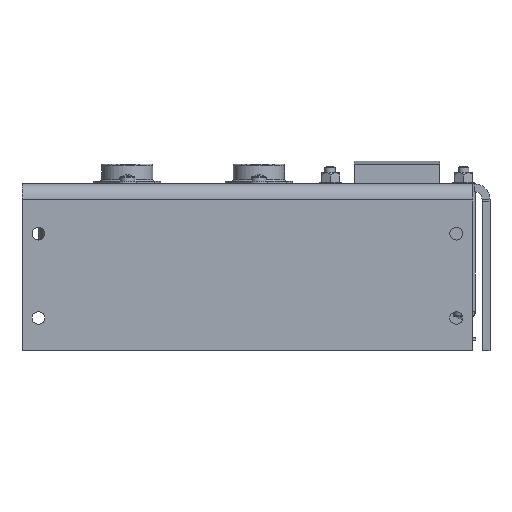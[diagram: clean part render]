
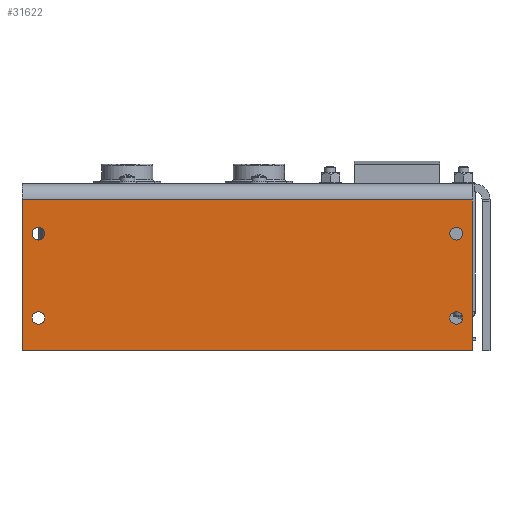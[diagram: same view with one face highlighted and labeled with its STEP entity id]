
A CAD part, front view. The second image highlights one B-rep face of the part: STEP entity #31622.
In plain terms, the highlighted planar face has unit normal (0, -1, 0).
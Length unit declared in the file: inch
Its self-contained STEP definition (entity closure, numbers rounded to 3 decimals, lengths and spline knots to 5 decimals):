
#15 = EDGE_LOOP ( 'NONE', ( #3138 ) ) ;
#218 = EDGE_LOOP ( 'NONE', ( #21149 ) ) ;
#421 = VERTEX_POINT ( 'NONE', #10487 ) ;
#655 = VECTOR ( 'NONE', #4625, 39.37008 ) ;
#1216 = CARTESIAN_POINT ( 'NONE',  ( -3.5, -2.4375, 2.26378 ) ) ;
#1649 = EDGE_CURVE ( 'NONE', #17964, #24134, #17889, .T. ) ;
#1798 = AXIS2_PLACEMENT_3D ( 'NONE', #7327, #2410, #14957 ) ;
#1854 = CARTESIAN_POINT ( 'NONE',  ( -3.5, -2.4375, 2.23425 ) ) ;
#2174 = LINE ( 'NONE', #12235, #5855 ) ;
#2278 = FACE_BOUND ( 'NONE', #15, .T. ) ;
#2410 = DIRECTION ( 'NONE',  ( 0., -1., 0. ) ) ;
#2932 = DIRECTION ( 'NONE',  ( 0., -1., 0. ) ) ;
#3138 = ORIENTED_EDGE ( 'NONE', *, *, #17767, .F. ) ;
#4403 = VERTEX_POINT ( 'NONE', #5540 ) ;
#4625 = DIRECTION ( 'NONE',  ( 1., 0., 0. ) ) ;
#4970 = CIRCLE ( 'NONE', #21851, 0.09449 ) ;
#5102 = DIRECTION ( 'NONE',  ( -1., 0., 0. ) ) ;
#5424 = AXIS2_PLACEMENT_3D ( 'NONE', #30435, #30116, #15133 ) ;
#5540 = CARTESIAN_POINT ( 'NONE',  ( -3.5, -2.4375, 0. ) ) ;
#5855 = VECTOR ( 'NONE', #13692, 39.37008 ) ;
#6238 = EDGE_LOOP ( 'NONE', ( #28245 ) ) ;
#6521 = CIRCLE ( 'NONE', #1798, 0.09449 ) ;
#7075 = DIRECTION ( 'NONE',  ( 1., 0., 0. ) ) ;
#7087 = EDGE_CURVE ( 'NONE', #24134, #19298, #23813, .T. ) ;
#7117 = CARTESIAN_POINT ( 'NONE',  ( -3.5, -2.4375, 0. ) ) ;
#7280 = LINE ( 'NONE', #7117, #655 ) ;
#7327 = CARTESIAN_POINT ( 'NONE',  ( -3.25555, -2.4375, 0.49213 ) ) ;
#7830 = EDGE_CURVE ( 'NONE', #421, #421, #6521, .T. ) ;
#7904 = VERTEX_POINT ( 'NONE', #15690 ) ;
#8460 = CARTESIAN_POINT ( 'NONE',  ( 3.2427, -2.4375, 2.23425 ) ) ;
#9854 = CARTESIAN_POINT ( 'NONE',  ( 3.2427, -2.4375, 2.5 ) ) ;
#9997 = PLANE ( 'NONE',  #5424 ) ;
#10191 = DIRECTION ( 'NONE',  ( 0., 0., 1. ) ) ;
#10487 = CARTESIAN_POINT ( 'NONE',  ( -3.16106, -2.4375, 0.49213 ) ) ;
#10861 = DIRECTION ( 'NONE',  ( 0., -1., 0. ) ) ;
#11212 = AXIS2_PLACEMENT_3D ( 'NONE', #28813, #10861, #23407 ) ;
#11440 = VERTEX_POINT ( 'NONE', #8460 ) ;
#12235 = CARTESIAN_POINT ( 'NONE',  ( -3.5, -2.4375, 2.5 ) ) ;
#12466 = EDGE_CURVE ( 'NONE', #14596, #11440, #22243, .T. ) ;
#12812 = DIRECTION ( 'NONE',  ( 0., 0., 1. ) ) ;
#13060 = VERTEX_POINT ( 'NONE', #25725 ) ;
#13534 = VECTOR ( 'NONE', #21837, 39.37008 ) ;
#13589 = CARTESIAN_POINT ( 'NONE',  ( 3.2427, -2.4375, 0. ) ) ;
#13660 = EDGE_CURVE ( 'NONE', #19298, #4403, #2174, .T. ) ;
#13692 = DIRECTION ( 'NONE',  ( 0., 0., -1. ) ) ;
#14596 = VERTEX_POINT ( 'NONE', #13589 ) ;
#14847 = DIRECTION ( 'NONE',  ( 0., -1., 0. ) ) ;
#14955 = EDGE_CURVE ( 'NONE', #27864, #27864, #30155, .T. ) ;
#14957 = DIRECTION ( 'NONE',  ( 1., 0., 0. ) ) ;
#15133 = DIRECTION ( 'NONE',  ( -1., 0., 0. ) ) ;
#15238 = VECTOR ( 'NONE', #10191, 39.37008 ) ;
#15569 = ORIENTED_EDGE ( 'NONE', *, *, #21179, .T. ) ;
#15690 = CARTESIAN_POINT ( 'NONE',  ( 3.08894, -2.4375, 0.49213 ) ) ;
#15951 = CARTESIAN_POINT ( 'NONE',  ( 3.23425, -2.4375, 2.23425 ) ) ;
#16294 = ORIENTED_EDGE ( 'NONE', *, *, #1649, .T. ) ;
#16909 = EDGE_CURVE ( 'NONE', #7904, #7904, #29687, .T. ) ;
#17428 = FACE_BOUND ( 'NONE', #218, .T. ) ;
#17767 = EDGE_CURVE ( 'NONE', #13060, #13060, #4970, .T. ) ;
#17889 = LINE ( 'NONE', #27958, #21100 ) ;
#17964 = VERTEX_POINT ( 'NONE', #15951 ) ;
#19298 = VERTEX_POINT ( 'NONE', #22071 ) ;
#20095 = VECTOR ( 'NONE', #5102, 39.37008 ) ;
#20193 = AXIS2_PLACEMENT_3D ( 'NONE', #25675, #2932, #32144 ) ;
#21100 = VECTOR ( 'NONE', #12812, 39.37008 ) ;
#21149 = ORIENTED_EDGE ( 'NONE', *, *, #16909, .F. ) ;
#21179 = EDGE_CURVE ( 'NONE', #11440, #17964, #30187, .T. ) ;
#21837 = DIRECTION ( 'NONE',  ( -1., 0., 0. ) ) ;
#21851 = AXIS2_PLACEMENT_3D ( 'NONE', #29674, #14847, #7075 ) ;
#22071 = CARTESIAN_POINT ( 'NONE',  ( -3.5, -2.4375, 2.26378 ) ) ;
#22243 = LINE ( 'NONE', #9854, #15238 ) ;
#22550 = FACE_BOUND ( 'NONE', #29395, .T. ) ;
#22831 = EDGE_LOOP ( 'NONE', ( #16294, #23914, #26361, #24735, #28632, #15569 ) ) ;
#23407 = DIRECTION ( 'NONE',  ( 1., 0., 0. ) ) ;
#23623 = ORIENTED_EDGE ( 'NONE', *, *, #14955, .F. ) ;
#23813 = LINE ( 'NONE', #1216, #13534 ) ;
#23914 = ORIENTED_EDGE ( 'NONE', *, *, #7087, .T. ) ;
#24134 = VERTEX_POINT ( 'NONE', #28493 ) ;
#24735 = ORIENTED_EDGE ( 'NONE', *, *, #30432, .T. ) ;
#25675 = CARTESIAN_POINT ( 'NONE',  ( 2.99445, -2.4375, 0.49213 ) ) ;
#25725 = CARTESIAN_POINT ( 'NONE',  ( 3.08894, -2.4375, 1.75197 ) ) ;
#26361 = ORIENTED_EDGE ( 'NONE', *, *, #13660, .T. ) ;
#27864 = VERTEX_POINT ( 'NONE', #30684 ) ;
#27958 = CARTESIAN_POINT ( 'NONE',  ( 3.23425, -2.4375, 2.5 ) ) ;
#28245 = ORIENTED_EDGE ( 'NONE', *, *, #7830, .F. ) ;
#28493 = CARTESIAN_POINT ( 'NONE',  ( 3.23425, -2.4375, 2.26378 ) ) ;
#28632 = ORIENTED_EDGE ( 'NONE', *, *, #12466, .T. ) ;
#28813 = CARTESIAN_POINT ( 'NONE',  ( -3.25555, -2.4375, 1.75197 ) ) ;
#29395 = EDGE_LOOP ( 'NONE', ( #23623 ) ) ;
#29674 = CARTESIAN_POINT ( 'NONE',  ( 2.99445, -2.4375, 1.75197 ) ) ;
#29687 = CIRCLE ( 'NONE', #20193, 0.09449 ) ;
#29947 = FACE_BOUND ( 'NONE', #6238, .T. ) ;
#30116 = DIRECTION ( 'NONE',  ( 0., 1., 0. ) ) ;
#30155 = CIRCLE ( 'NONE', #11212, 0.09449 ) ;
#30187 = LINE ( 'NONE', #1854, #20095 ) ;
#30432 = EDGE_CURVE ( 'NONE', #4403, #14596, #7280, .T. ) ;
#30435 = CARTESIAN_POINT ( 'NONE',  ( -3.5, -2.4375, 2.5 ) ) ;
#30684 = CARTESIAN_POINT ( 'NONE',  ( -3.16106, -2.4375, 1.75197 ) ) ;
#31622 = ADVANCED_FACE ( 'NONE', ( #29947, #2278, #17428, #22550, #32585 ), #9997, .F. ) ;
#32144 = DIRECTION ( 'NONE',  ( 1., 0., 0. ) ) ;
#32585 = FACE_OUTER_BOUND ( 'NONE', #22831, .T. ) ;
